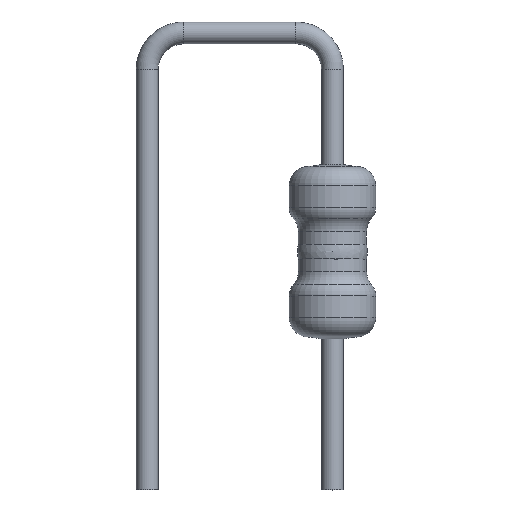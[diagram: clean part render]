
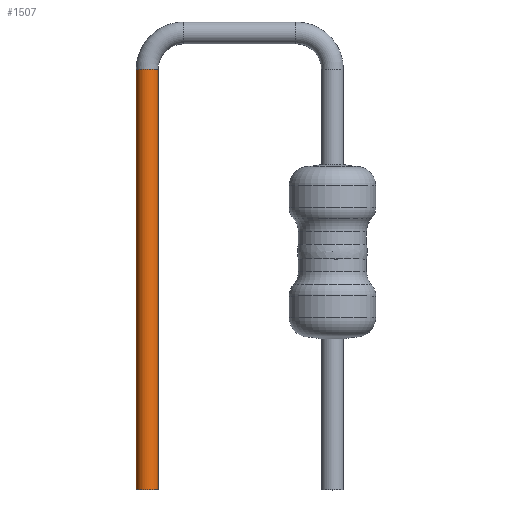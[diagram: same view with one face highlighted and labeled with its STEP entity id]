
A CAD part, top view. The second image highlights one B-rep face of the part: STEP entity #1507.
In plain terms, the highlighted cylindrical face has radius 0.225 mm (diameter 0.45 mm), a partial arc.
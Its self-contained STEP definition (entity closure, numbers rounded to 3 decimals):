
#2 = VERTEX_POINT ( 'NONE', #1212 ) ;
#55 = CARTESIAN_POINT ( 'NONE',  ( -4.035, 3.75, 0. ) ) ;
#65 = CARTESIAN_POINT ( 'NONE',  ( -4.035, 3.75, 0. ) ) ;
#126 = DIRECTION ( 'NONE',  ( 0., -1., 0. ) ) ;
#253 = LINE ( 'NONE', #750, #511 ) ;
#310 = VERTEX_POINT ( 'NONE', #640 ) ;
#335 = EDGE_CURVE ( 'NONE', #2, #477, #358, .T. ) ;
#340 = FACE_OUTER_BOUND ( 'NONE', #401, .T. ) ;
#345 = CIRCLE ( 'NONE', #1508, 0.225 ) ;
#355 = DIRECTION ( 'NONE',  ( 0., -1., 0. ) ) ;
#358 = CIRCLE ( 'NONE', #673, 0.225 ) ;
#400 = CARTESIAN_POINT ( 'NONE',  ( -3.81, 3.75, 0. ) ) ;
#401 = EDGE_LOOP ( 'NONE', ( #1373, #1522, #515, #917 ) ) ;
#477 = VERTEX_POINT ( 'NONE', #65 ) ;
#511 = VECTOR ( 'NONE', #126, 1000. ) ;
#512 = DIRECTION ( 'NONE',  ( 0., 0., -1. ) ) ;
#515 = ORIENTED_EDGE ( 'NONE', *, *, #1487, .F. ) ;
#566 = DIRECTION ( 'NONE',  ( 0., -1., 0. ) ) ;
#640 = CARTESIAN_POINT ( 'NONE',  ( -3.585, -4.9, 0. ) ) ;
#673 = AXIS2_PLACEMENT_3D ( 'NONE', #400, #889, #512 ) ;
#750 = CARTESIAN_POINT ( 'NONE',  ( -3.585, 3.75, 0. ) ) ;
#889 = DIRECTION ( 'NONE',  ( 0., -1., 0. ) ) ;
#917 = ORIENTED_EDGE ( 'NONE', *, *, #1477, .F. ) ;
#1115 = EDGE_CURVE ( 'NONE', #477, #1166, #1147, .T. ) ;
#1119 = DIRECTION ( 'NONE',  ( 0., -1., 0. ) ) ;
#1132 = CARTESIAN_POINT ( 'NONE',  ( -3.81, -4.9, 0. ) ) ;
#1147 = LINE ( 'NONE', #55, #1638 ) ;
#1166 = VERTEX_POINT ( 'NONE', #1214 ) ;
#1212 = CARTESIAN_POINT ( 'NONE',  ( -3.585, 3.75, 0. ) ) ;
#1214 = CARTESIAN_POINT ( 'NONE',  ( -4.035, -4.9, 0. ) ) ;
#1363 = DIRECTION ( 'NONE',  ( 1., 0., 0. ) ) ;
#1372 = DIRECTION ( 'NONE',  ( 0., 0., -1. ) ) ;
#1373 = ORIENTED_EDGE ( 'NONE', *, *, #335, .T. ) ;
#1477 = EDGE_CURVE ( 'NONE', #2, #310, #253, .T. ) ;
#1487 = EDGE_CURVE ( 'NONE', #310, #1166, #345, .T. ) ;
#1507 = ADVANCED_FACE ( 'NONE', ( #340 ), #1614, .T. ) ;
#1508 = AXIS2_PLACEMENT_3D ( 'NONE', #1132, #1119, #1372 ) ;
#1522 = ORIENTED_EDGE ( 'NONE', *, *, #1115, .T. ) ;
#1541 = AXIS2_PLACEMENT_3D ( 'NONE', #1625, #355, #1363 ) ;
#1614 = CYLINDRICAL_SURFACE ( 'NONE', #1541, 0.225 ) ;
#1625 = CARTESIAN_POINT ( 'NONE',  ( -3.81, 3.75, 0. ) ) ;
#1638 = VECTOR ( 'NONE', #566, 1000. ) ;
